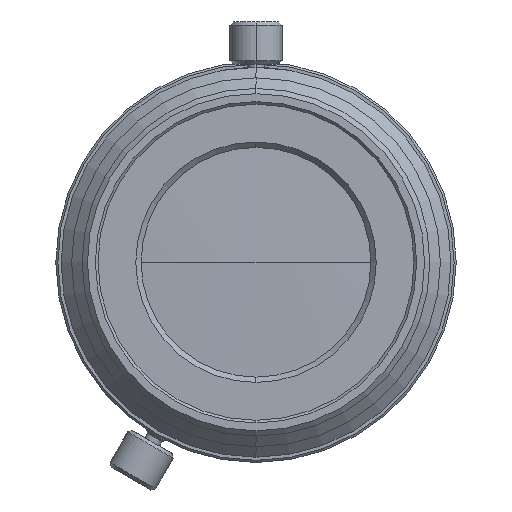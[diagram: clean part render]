
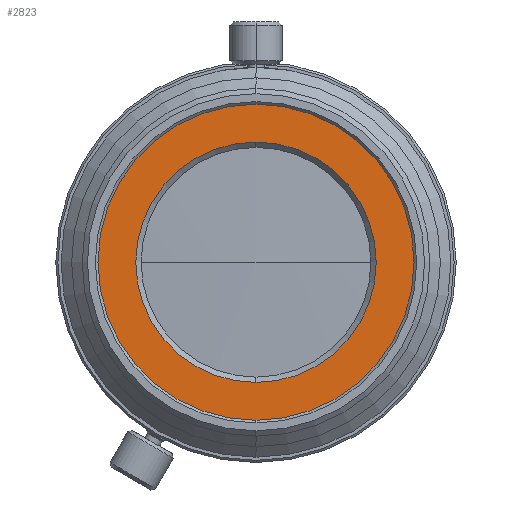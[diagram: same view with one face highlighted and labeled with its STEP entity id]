
A CAD part, left-side view. The second image highlights one B-rep face of the part: STEP entity #2823.
In plain terms, the highlighted planar face has unit normal (-1, 0, 0).
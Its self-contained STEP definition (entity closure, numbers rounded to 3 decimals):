
#15 = EDGE_CURVE ( 'NONE', #1983, #360, #27, .T. ) ;
#27 = CIRCLE ( 'NONE', #2402, 15.25 ) ;
#92 = DIRECTION ( 'NONE',  ( -1., 0., 0. ) ) ;
#196 = CARTESIAN_POINT ( 'NONE',  ( 2.682, 0., -15.25 ) ) ;
#345 = FACE_OUTER_BOUND ( 'NONE', #2684, .T. ) ;
#360 = VERTEX_POINT ( 'NONE', #196 ) ;
#523 = ORIENTED_EDGE ( 'NONE', *, *, #15, .T. ) ;
#689 = EDGE_CURVE ( 'NONE', #360, #1983, #2411, .T. ) ;
#747 = DIRECTION ( 'NONE',  ( -1., 0., 0. ) ) ;
#766 = DIRECTION ( 'NONE',  ( -1., 0., 0. ) ) ;
#794 = VERTEX_POINT ( 'NONE', #1415 ) ;
#994 = AXIS2_PLACEMENT_3D ( 'NONE', #2386, #747, #2645 ) ;
#1073 = DIRECTION ( 'NONE',  ( -1., 0., 0. ) ) ;
#1154 = DIRECTION ( 'NONE',  ( 1., 0., 0. ) ) ;
#1300 = CIRCLE ( 'NONE', #994, 11.407 ) ;
#1415 = CARTESIAN_POINT ( 'NONE',  ( 2.682, 0., -11.407 ) ) ;
#1496 = EDGE_CURVE ( 'NONE', #794, #2916, #1300, .T. ) ;
#1545 = CARTESIAN_POINT ( 'NONE',  ( 2.682, 0., 0. ) ) ;
#1728 = DIRECTION ( 'NONE',  ( 0., 0., 1. ) ) ;
#1765 = CIRCLE ( 'NONE', #3234, 11.407 ) ;
#1865 = FACE_BOUND ( 'NONE', #2172, .T. ) ;
#1890 = ORIENTED_EDGE ( 'NONE', *, *, #689, .T. ) ;
#1965 = DIRECTION ( 'NONE',  ( 0., 0., -1. ) ) ;
#1983 = VERTEX_POINT ( 'NONE', #3306 ) ;
#1995 = CARTESIAN_POINT ( 'NONE',  ( 2.682, 0., 0. ) ) ;
#2018 = AXIS2_PLACEMENT_3D ( 'NONE', #1995, #92, #1728 ) ;
#2172 = EDGE_LOOP ( 'NONE', ( #2232, #3231 ) ) ;
#2232 = ORIENTED_EDGE ( 'NONE', *, *, #2393, .F. ) ;
#2386 = CARTESIAN_POINT ( 'NONE',  ( 2.682, 0., 0. ) ) ;
#2393 = EDGE_CURVE ( 'NONE', #2916, #794, #1765, .T. ) ;
#2402 = AXIS2_PLACEMENT_3D ( 'NONE', #1545, #1073, #3466 ) ;
#2410 = CARTESIAN_POINT ( 'NONE',  ( 2.682, 0., 0. ) ) ;
#2411 = CIRCLE ( 'NONE', #2018, 15.25 ) ;
#2645 = DIRECTION ( 'NONE',  ( 0., 0., 1. ) ) ;
#2669 = DIRECTION ( 'NONE',  ( 0., 0., 1. ) ) ;
#2684 = EDGE_LOOP ( 'NONE', ( #523, #1890 ) ) ;
#2823 = ADVANCED_FACE ( 'NONE', ( #1865, #345 ), #3060, .F. ) ;
#2880 = CARTESIAN_POINT ( 'NONE',  ( 2.682, 0., 11.407 ) ) ;
#2881 = AXIS2_PLACEMENT_3D ( 'NONE', #3344, #1154, #1965 ) ;
#2916 = VERTEX_POINT ( 'NONE', #2880 ) ;
#3060 = PLANE ( 'NONE',  #2881 ) ;
#3231 = ORIENTED_EDGE ( 'NONE', *, *, #1496, .F. ) ;
#3234 = AXIS2_PLACEMENT_3D ( 'NONE', #2410, #766, #2669 ) ;
#3306 = CARTESIAN_POINT ( 'NONE',  ( 2.682, 0., 15.25 ) ) ;
#3344 = CARTESIAN_POINT ( 'NONE',  ( 2.682, -15.25, 0. ) ) ;
#3466 = DIRECTION ( 'NONE',  ( 0., 0., 1. ) ) ;
